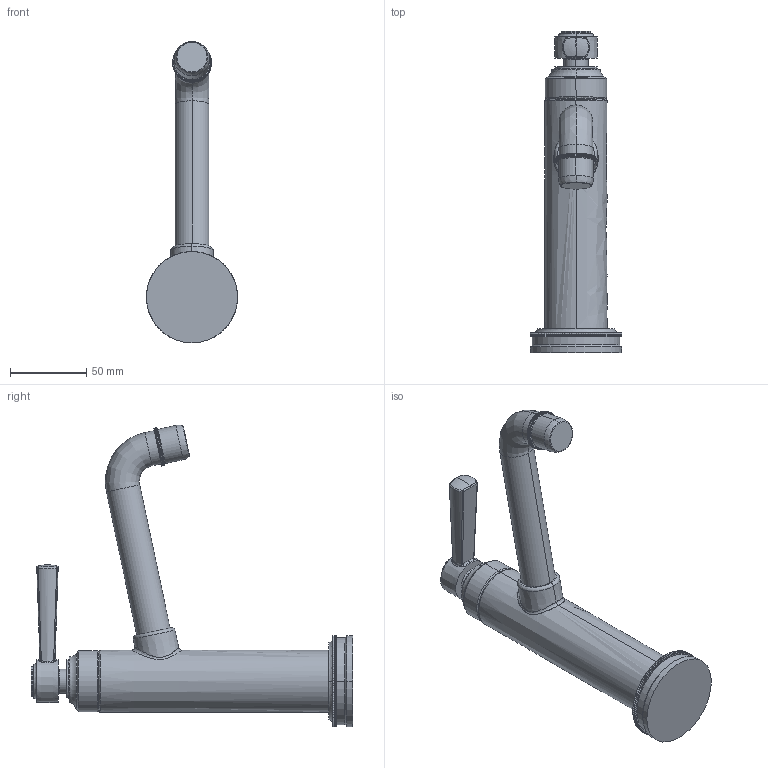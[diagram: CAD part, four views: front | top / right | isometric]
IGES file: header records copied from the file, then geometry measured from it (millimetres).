
Start section:  PTC IGES file: 1623-1_sw0001.igs
Global section: file name: 1623-1_sw0001.igs; native system: Creo Parametric by PTC Inc.; preprocessor: 2023134; author: nehatek; organization: Unknown; date: 20240517.193405; units: inch
Bounding box: 59.69 x 210.35 x 197.42 mm (x, y, z)
Surface area: 48482.5 mm2 (no closed solid volume)
Topology: 0 solids, 0 shells, 655 faces, 3706 edges, 3704 vertices
Faces by surface type: bspline 400, revolution 255
